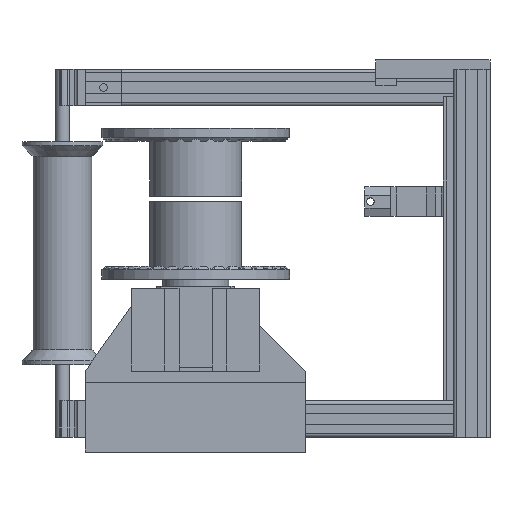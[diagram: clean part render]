
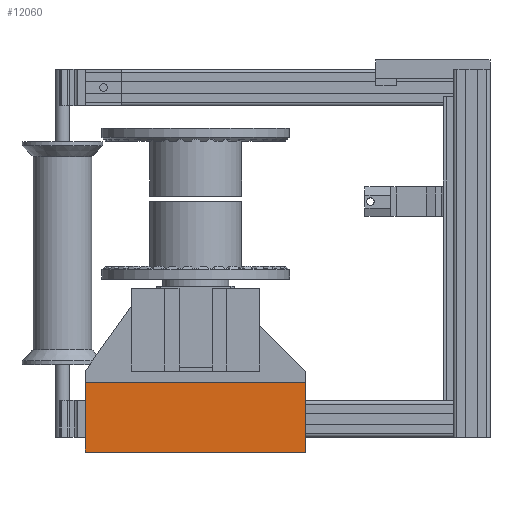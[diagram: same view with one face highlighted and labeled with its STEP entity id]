
A CAD part, left-side view. The second image highlights one B-rep face of the part: STEP entity #12060.
In plain terms, the highlighted face is planar.
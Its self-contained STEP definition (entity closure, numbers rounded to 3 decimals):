
#987=FACE_OUTER_BOUND('',#1669,.T.);
#1669=EDGE_LOOP('',(#8934,#8935,#8936,#8937));
#2475=LINE('',#19424,#3326);
#2492=LINE('',#19457,#3343);
#2493=LINE('',#19460,#3344);
#2494=LINE('',#19461,#3345);
#3326=VECTOR('',#15286,10.);
#3343=VECTOR('',#15313,10.);
#3344=VECTOR('',#15316,10.);
#3345=VECTOR('',#15317,10.);
#5035=VERTEX_POINT('',#19421);
#5036=VERTEX_POINT('',#19423);
#5047=VERTEX_POINT('',#19455);
#5048=VERTEX_POINT('',#19459);
#6485=EDGE_CURVE('',#5035,#5036,#2475,.T.);
#6502=EDGE_CURVE('',#5035,#5047,#2492,.T.);
#6503=EDGE_CURVE('',#5048,#5047,#2493,.T.);
#6504=EDGE_CURVE('',#5036,#5048,#2494,.T.);
#8934=ORIENTED_EDGE('',*,*,#6502,.T.);
#8935=ORIENTED_EDGE('',*,*,#6503,.F.);
#8936=ORIENTED_EDGE('',*,*,#6504,.F.);
#8937=ORIENTED_EDGE('',*,*,#6485,.F.);
#11522=PLANE('',#13229);
#12060=ADVANCED_FACE('',(#987),#11522,.T.);
#13229=AXIS2_PLACEMENT_3D('',#19458,#15314,#15315);
#15286=DIRECTION('',(0.,0.,-1.));
#15313=DIRECTION('',(1.,0.,0.));
#15314=DIRECTION('center_axis',(0.,1.,0.));
#15315=DIRECTION('ref_axis',(0.,0.,1.));
#15316=DIRECTION('',(0.,0.,1.));
#15317=DIRECTION('',(1.,0.,0.));
#19421=CARTESIAN_POINT('',(-60.,7.,-6.));
#19423=CARTESIAN_POINT('',(-60.,7.,-44.));
#19424=CARTESIAN_POINT('',(-60.,7.,-44.));
#19455=CARTESIAN_POINT('',(60.,7.,-6.));
#19457=CARTESIAN_POINT('',(0.,7.,-6.));
#19458=CARTESIAN_POINT('Origin',(0.,7.,-44.));
#19459=CARTESIAN_POINT('',(60.,7.,-44.));
#19460=CARTESIAN_POINT('',(60.,7.,-44.));
#19461=CARTESIAN_POINT('',(0.,7.,-44.));
